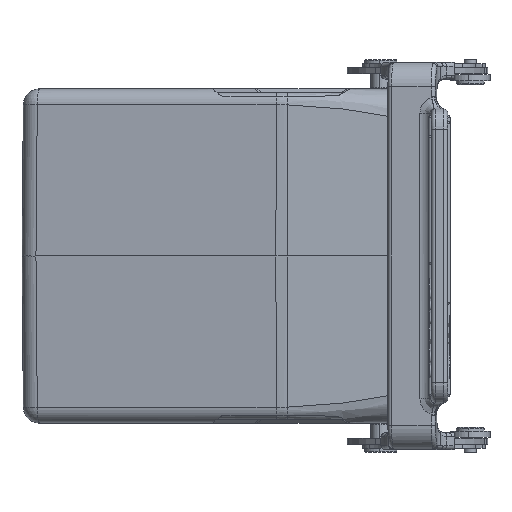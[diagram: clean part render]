
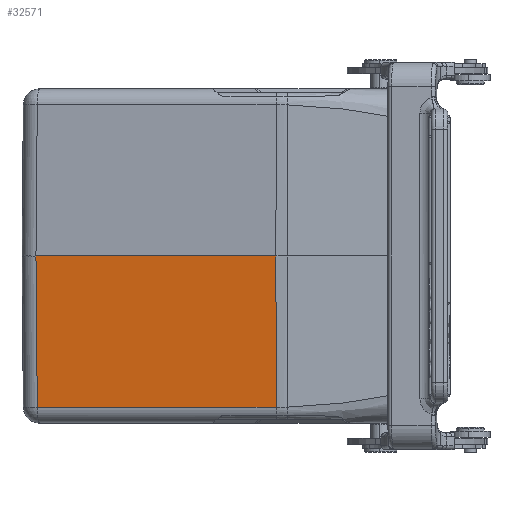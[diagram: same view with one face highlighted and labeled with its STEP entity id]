
A CAD part, left-side view. The second image highlights one B-rep face of the part: STEP entity #32571.
In plain terms, the highlighted planar face has unit normal (-0.99, 0.139, -0.009).
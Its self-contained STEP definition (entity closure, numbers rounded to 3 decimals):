
#1643=CARTESIAN_POINT('',(-38.484,43.557,
0.));
#1653=DIRECTION('',(-0.139,-0.99,0.));
#1654=VECTOR('',#1653,59.792);
#1655=CARTESIAN_POINT('',(-38.484,43.557,
0.));
#1656=LINE('',#1655,#1654);
#1657=DIRECTION('',(-0.008,0.009,1.));
#1658=VECTOR('',#1657,37.287);
#1659=CARTESIAN_POINT('',(-38.201,43.231,
-37.285));
#1660=LINE('',#1659,#1658);
#20460=DIRECTION('',(-0.139,-0.99,0.));
#20461=VECTOR('',#20460,59.487);
#20462=CARTESIAN_POINT('',(-38.201,43.231,
-37.285));
#20463=LINE('',#20462,#20461);
#23123=DIRECTION('',(-0.009,0.001,1.));
#23124=VECTOR('',#23123,37.286);
#23125=CARTESIAN_POINT('',(-46.48,-15.676,
-37.285));
#23126=LINE('',#23125,#23124);
#25359=VERTEX_POINT('',#1643);
#25360=CARTESIAN_POINT('',(-38.201,43.231,
-37.285));
#25361=VERTEX_POINT('',#25360);
#25417=CARTESIAN_POINT('',(-46.48,-15.676,
-37.285));
#25418=CARTESIAN_POINT('',(-46.805,-15.653,
0.));
#25419=VERTEX_POINT('',#25417);
#25420=VERTEX_POINT('',#25418);
#32557=CARTESIAN_POINT('',(-38.,47.,0.));
#32558=DIRECTION('',(-0.99,0.139,-0.009));
#32559=DIRECTION('',(-0.139,-0.99,0.));
#32560=AXIS2_PLACEMENT_3D('',#32557,#32558,#32559);
#32561=PLANE('',#32560);
#32563=ORIENTED_EDGE('',*,*,#32562,.T.);
#32565=ORIENTED_EDGE('',*,*,#32564,.F.);
#32567=ORIENTED_EDGE('',*,*,#32566,.F.);
#32568=ORIENTED_EDGE('',*,*,#32548,.T.);
#32569=EDGE_LOOP('',(#32563,#32565,#32567,#32568));
#32570=FACE_OUTER_BOUND('',#32569,.F.);
#32571=ADVANCED_FACE('',(#32570),#32561,.T.);
#32548=EDGE_CURVE('',#25361,#25359,#1660,.T.);
#32562=EDGE_CURVE('',#25359,#25420,#1656,.T.);
#32564=EDGE_CURVE('',#25419,#25420,#23126,.T.);
#32566=EDGE_CURVE('',#25361,#25419,#20463,.T.);
